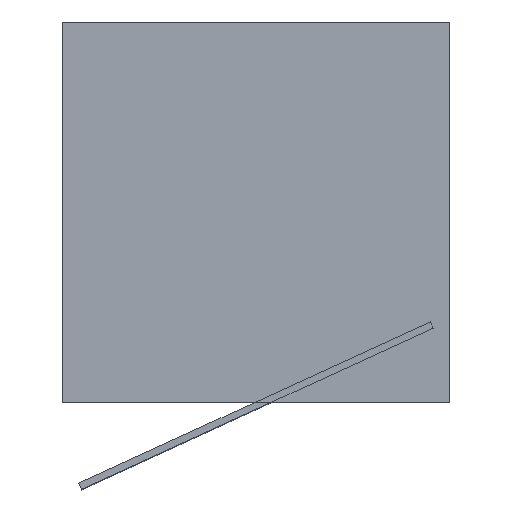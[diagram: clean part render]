
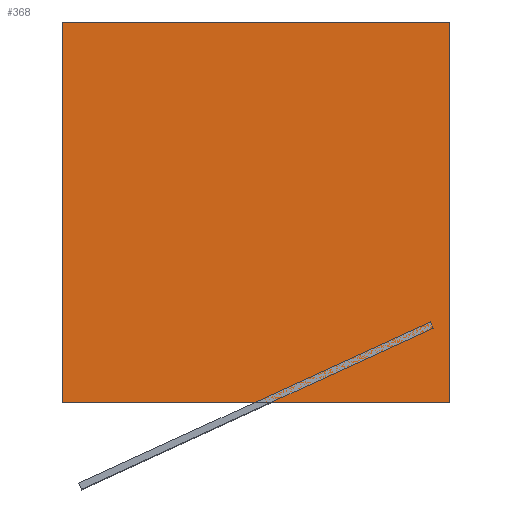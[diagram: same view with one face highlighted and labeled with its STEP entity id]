
A CAD part, top view. The second image highlights one B-rep face of the part: STEP entity #368.
In plain terms, the highlighted planar face has unit normal (0, 0, 1).
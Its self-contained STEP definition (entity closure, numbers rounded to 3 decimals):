
#329=CARTESIAN_POINT('',(0.,0.,150.));
#330=DIRECTION('',(0.,0.,1.));
#331=DIRECTION('',(1.,0.,0.));
#332=AXIS2_PLACEMENT_3D('',#329,#330,#331);
#333=PLANE('',#332);
#334=CARTESIAN_POINT('',(-85.,-82.,150.));
#335=VERTEX_POINT('',#334);
#336=CARTESIAN_POINT('',(-85.,85.,150.));
#337=VERTEX_POINT('',#336);
#338=CARTESIAN_POINT('',(-85.,-82.,150.));
#339=DIRECTION('',(0.,1.,0.));
#340=VECTOR('',#339,167.);
#341=LINE('',#338,#340);
#342=EDGE_CURVE('',#335,#337,#341,.T.);
#343=ORIENTED_EDGE('',*,*,#342,.F.);
#344=CARTESIAN_POINT('',(85.,-82.,150.));
#345=VERTEX_POINT('',#344);
#346=CARTESIAN_POINT('',(-85.,-82.,150.));
#347=DIRECTION('',(1.,0.,-0.));
#348=VECTOR('',#347,170.);
#349=LINE('',#346,#348);
#350=EDGE_CURVE('',#335,#345,#349,.T.);
#351=ORIENTED_EDGE('',*,*,#350,.T.);
#352=CARTESIAN_POINT('',(85.,85.,150.));
#353=VERTEX_POINT('',#352);
#354=CARTESIAN_POINT('',(85.,85.,150.));
#355=DIRECTION('',(0.,-1.,0.));
#356=VECTOR('',#355,167.);
#357=LINE('',#354,#356);
#358=EDGE_CURVE('',#353,#345,#357,.T.);
#359=ORIENTED_EDGE('',*,*,#358,.F.);
#360=CARTESIAN_POINT('',(-85.,85.,150.));
#361=DIRECTION('',(1.,0.,-0.));
#362=VECTOR('',#361,170.);
#363=LINE('',#360,#362);
#364=EDGE_CURVE('',#337,#353,#363,.T.);
#365=ORIENTED_EDGE('',*,*,#364,.F.);
#366=EDGE_LOOP('',(#343,#351,#359,#365));
#367=FACE_BOUND('',#366,.T.);
#368=ADVANCED_FACE('',(#367),#333,.T.);
